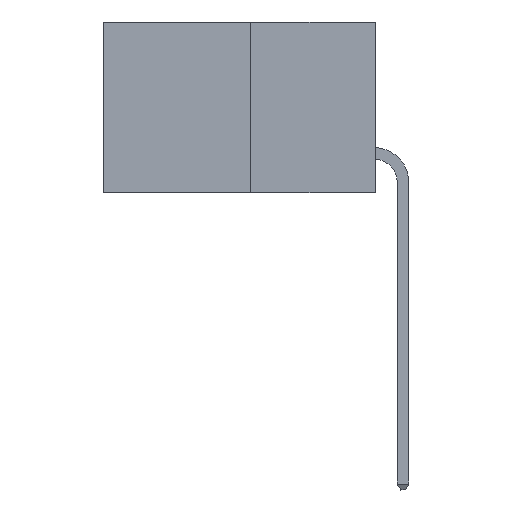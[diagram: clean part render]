
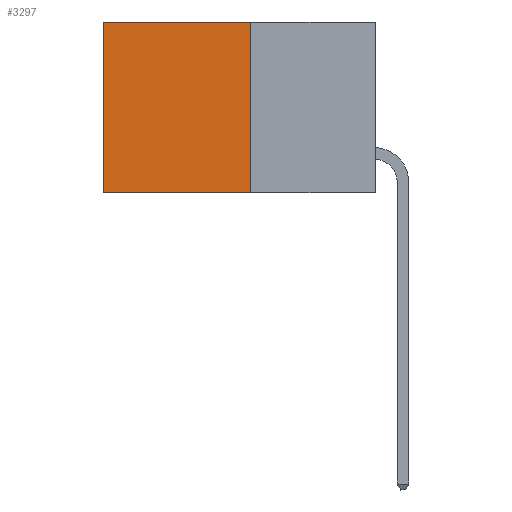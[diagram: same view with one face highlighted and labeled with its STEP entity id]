
A CAD part, left-side view. The second image highlights one B-rep face of the part: STEP entity #3297.
In plain terms, the highlighted planar face has unit normal (-1, 0, 0).
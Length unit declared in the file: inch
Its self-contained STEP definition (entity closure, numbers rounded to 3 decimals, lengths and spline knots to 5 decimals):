
#289 = CARTESIAN_POINT ( 'NONE',  ( 0.277, 0.27, -0.37 ) ) ;
#629 = DIRECTION ( 'NONE',  ( 0., 0., -1. ) ) ;
#1264 = CARTESIAN_POINT ( 'NONE',  ( 0.277, 0.27, -0.37 ) ) ;
#1611 = CARTESIAN_POINT ( 'NONE',  ( 0.277, 0.59, 0. ) ) ;
#1766 = CARTESIAN_POINT ( 'NONE',  ( 0.277, 0.27, 0. ) ) ;
#2183 = DIRECTION ( 'NONE',  ( 0., 0., -1. ) ) ;
#2346 = CARTESIAN_POINT ( 'NONE',  ( 0.277, 0.27, -0.37 ) ) ;
#2680 = LINE ( 'NONE', #2346, #11283 ) ;
#2837 = ORIENTED_EDGE ( 'NONE', *, *, #3291, .F. ) ;
#2879 = ORIENTED_EDGE ( 'NONE', *, *, #3267, .T. ) ;
#2916 = CARTESIAN_POINT ( 'NONE',  ( 0.277, 0.59, -0.37 ) ) ;
#3203 = CARTESIAN_POINT ( 'NONE',  ( 0.277, 0.59, -0.37 ) ) ;
#3267 = EDGE_CURVE ( 'NONE', #9894, #7290, #11536, .T. ) ;
#3280 = ORIENTED_EDGE ( 'NONE', *, *, #8699, .F. ) ;
#3291 = EDGE_CURVE ( 'NONE', #9894, #3895, #13258, .T. ) ;
#3297 = ADVANCED_FACE ( 'NONE', ( #8448 ), #11999, .F. ) ;
#3350 = ORIENTED_EDGE ( 'NONE', *, *, #3373, .T. ) ;
#3373 = EDGE_CURVE ( 'NONE', #7290, #13176, #6066, .T. ) ;
#3528 = DIRECTION ( 'NONE',  ( 0., 1., 0. ) ) ;
#3887 = VECTOR ( 'NONE', #2183, 39.37008 ) ;
#3895 = VERTEX_POINT ( 'NONE', #1264 ) ;
#6038 = EDGE_LOOP ( 'NONE', ( #3350, #3280, #2837, #2879 ) ) ;
#6066 = LINE ( 'NONE', #2916, #3887 ) ;
#7290 = VERTEX_POINT ( 'NONE', #1611 ) ;
#7749 = VECTOR ( 'NONE', #629, 39.37008 ) ;
#8448 = FACE_OUTER_BOUND ( 'NONE', #6038, .T. ) ;
#8699 = EDGE_CURVE ( 'NONE', #3895, #13176, #2680, .T. ) ;
#9083 = AXIS2_PLACEMENT_3D ( 'NONE', #11910, #11749, #11641 ) ;
#9894 = VERTEX_POINT ( 'NONE', #10868 ) ;
#10868 = CARTESIAN_POINT ( 'NONE',  ( 0.277, 0.27, 0. ) ) ;
#11283 = VECTOR ( 'NONE', #3528, 39.37008 ) ;
#11536 = LINE ( 'NONE', #1766, #13895 ) ;
#11641 = DIRECTION ( 'NONE',  ( 0., 0., -1. ) ) ;
#11749 = DIRECTION ( 'NONE',  ( 1., 0., 0. ) ) ;
#11910 = CARTESIAN_POINT ( 'NONE',  ( 0.277, 0.27, -0.37 ) ) ;
#11999 = PLANE ( 'NONE',  #9083 ) ;
#13176 = VERTEX_POINT ( 'NONE', #3203 ) ;
#13258 = LINE ( 'NONE', #289, #7749 ) ;
#13407 = DIRECTION ( 'NONE',  ( 0., 1., 0. ) ) ;
#13895 = VECTOR ( 'NONE', #13407, 39.37008 ) ;
